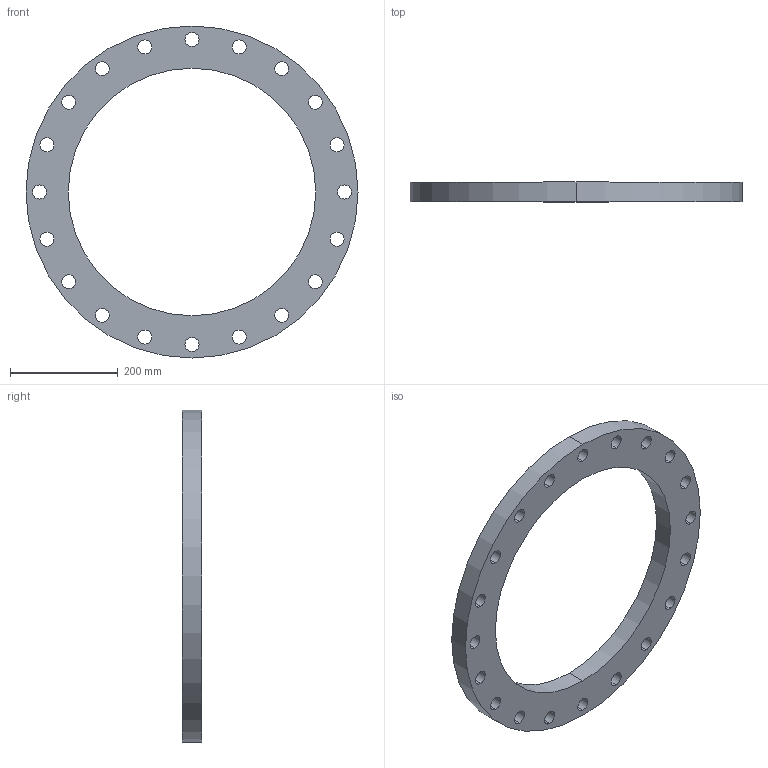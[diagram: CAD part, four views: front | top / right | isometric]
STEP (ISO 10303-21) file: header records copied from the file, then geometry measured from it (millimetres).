
FILE_DESCRIPTION (( 'STEP AP203' ), '1' );
FILE_NAME ('3D_R182-PN10_DN450_17615450_17617710.STEP', '2024-07-01T11:21:42', ( '' ), ( '' ), 'SwSTEP 2.0', 'SolidWorks 2024', '' );
FILE_SCHEMA (( 'CONFIG_CONTROL_DESIGN' ));
Length unit declared in the file: millimetre
Products named in the file (1): 3D_R182-PN10_DN450_17615450_17617710
Bounding box: 615 x 36 x 615 mm (x, y, z)
Volume: 4367896.9 mm3; surface area: 422881.5 mm2
Topology: 1 solids, 1 shells, 46 faces, 132 edges, 88 vertices
Faces by surface type: cylinder 44, plane 2
Entity records: 1725 total; most frequent: DIRECTION 314, CARTESIAN_POINT 267, ORIENTED_EDGE 264, AXIS2_PLACEMENT_3D 135, EDGE_CURVE 132, EDGE_LOOP 88, VERTEX_POINT 88, CIRCLE 88
